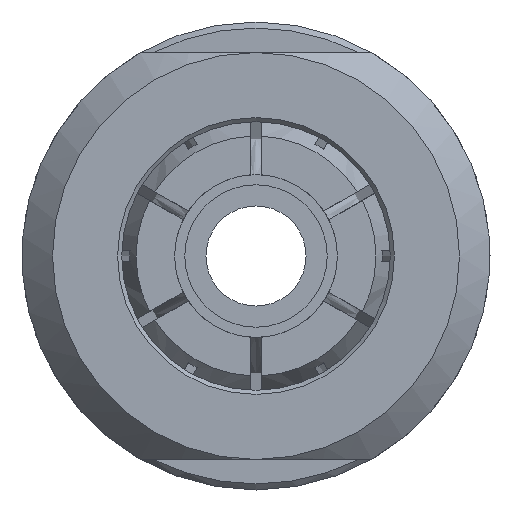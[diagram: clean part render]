
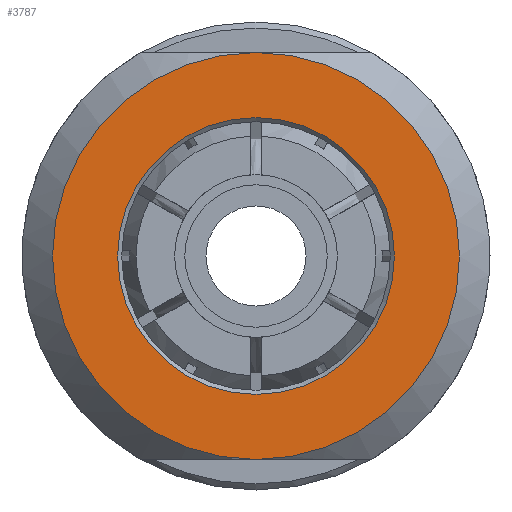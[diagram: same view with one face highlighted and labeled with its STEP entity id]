
A CAD part, left-side view. The second image highlights one B-rep face of the part: STEP entity #3787.
In plain terms, the highlighted face is planar.
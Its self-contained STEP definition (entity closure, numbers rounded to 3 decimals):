
#249=FACE_BOUND('',#761,.T.);
#297=PLANE('',#4292);
#537=FACE_OUTER_BOUND('',#760,.T.);
#760=EDGE_LOOP('',(#2977,#2978));
#761=EDGE_LOOP('',(#2979));
#1331=CIRCLE('',#4289,10.);
#1332=CIRCLE('',#4291,10.);
#1333=CIRCLE('',#4293,6.8);
#1614=VERTEX_POINT('',#6555);
#1617=VERTEX_POINT('',#6569);
#1618=VERTEX_POINT('',#6583);
#2110=EDGE_CURVE('',#1614,#1617,#1331,.T.);
#2111=EDGE_CURVE('',#1617,#1614,#1332,.T.);
#2112=EDGE_CURVE('',#1618,#1618,#1333,.T.);
#2977=ORIENTED_EDGE('',*,*,#2111,.F.);
#2978=ORIENTED_EDGE('',*,*,#2110,.F.);
#2979=ORIENTED_EDGE('',*,*,#2112,.F.);
#3787=ADVANCED_FACE('',(#537,#249),#297,.T.);
#4289=AXIS2_PLACEMENT_3D('',#6579,#5163,#5164);
#4291=AXIS2_PLACEMENT_3D('',#6581,#5167,#5168);
#4292=AXIS2_PLACEMENT_3D('',#6582,#5169,#5170);
#4293=AXIS2_PLACEMENT_3D('',#6584,#5171,#5172);
#5163=DIRECTION('center_axis',(-1.,0.,0.));
#5164=DIRECTION('ref_axis',(0.,-1.,0.));
#5167=DIRECTION('center_axis',(-1.,0.,0.));
#5168=DIRECTION('ref_axis',(0.,-1.,0.));
#5169=DIRECTION('center_axis',(1.,0.,0.));
#5170=DIRECTION('ref_axis',(0.,0.,-1.));
#5171=DIRECTION('center_axis',(1.,0.,0.));
#5172=DIRECTION('ref_axis',(0.,-1.,0.));
#6555=CARTESIAN_POINT('',(17.,0.,-10.));
#6569=CARTESIAN_POINT('',(17.,0.,10.));
#6579=CARTESIAN_POINT('Origin',(17.,0.,0.));
#6581=CARTESIAN_POINT('Origin',(17.,0.,0.));
#6582=CARTESIAN_POINT('Origin',(17.,9.05,0.));
#6583=CARTESIAN_POINT('',(17.,6.8,0.));
#6584=CARTESIAN_POINT('Origin',(17.,0.,0.));
